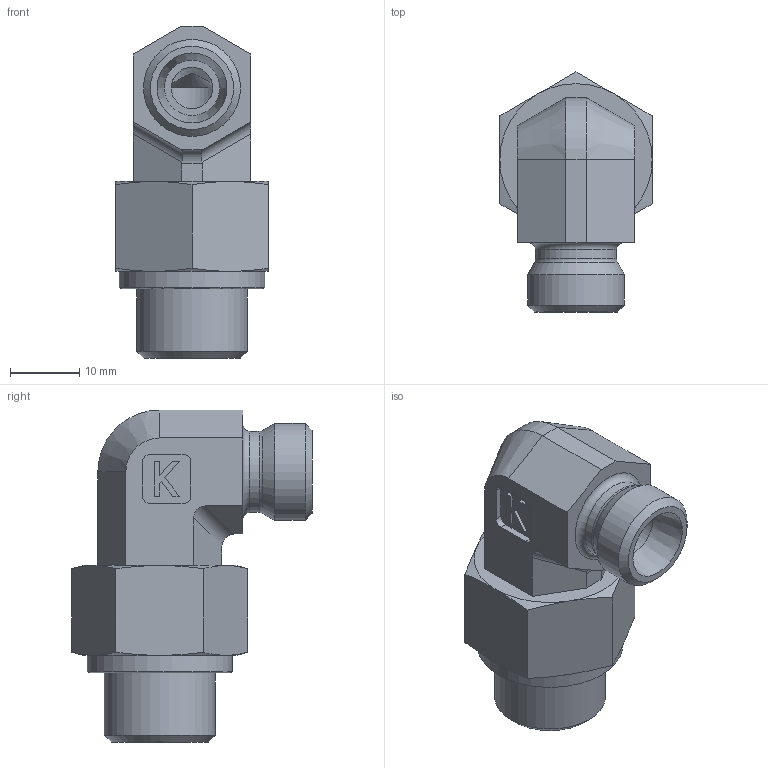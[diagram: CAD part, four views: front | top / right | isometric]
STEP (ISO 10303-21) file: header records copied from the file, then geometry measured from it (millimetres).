
FILE_DESCRIPTION((''),'2;1');
FILE_NAME('671511614.stp','2015-02-06T14:04:00',(''),('KNOMI spol. s r. o.'),'Autodesk Inventor 2012','Autodesk Inventor 2012','');
FILE_SCHEMA(('AUTOMOTIVE_DESIGN { 1 2 10303 214 0 1 1 1 }'));
Length unit declared in the file: millimetre
Products named in the file (3): ÚPS M16/M14 B; 6785081614; 6755116
Assembly tree (2 placements, depth 2):
  ÚPS M16/M14 B
    6785081614
    6755116
Bounding box: 22 x 34.7 x 47.95 mm (x, y, z)
Volume: 13229.6 mm3; surface area: 7269 mm2
Topology: 2 solids, 2 shells, 92 faces, 221 edges, 139 vertices
Faces by surface type: plane 46, cone 26, cylinder 18, torus 2
Full cylindrical faces by diameter (mm): 6 x1, 8 x2, 11.7 x1, 14 x1, 14.376 x1, 15.999 x1, 16 x2, 21 x1
Entity records: 2653 total; most frequent: CARTESIAN_POINT 527, DIRECTION 418, ORIENTED_EDGE 382, EDGE_CURVE 191, AXIS2_PLACEMENT_3D 158, VERTEX_POINT 131, EDGE_LOOP 124, VECTOR 102
